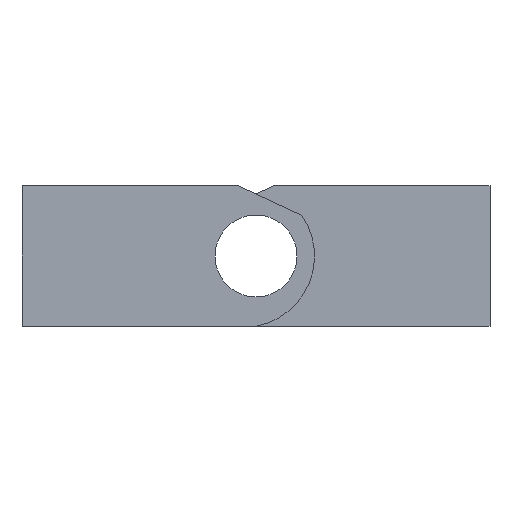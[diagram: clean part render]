
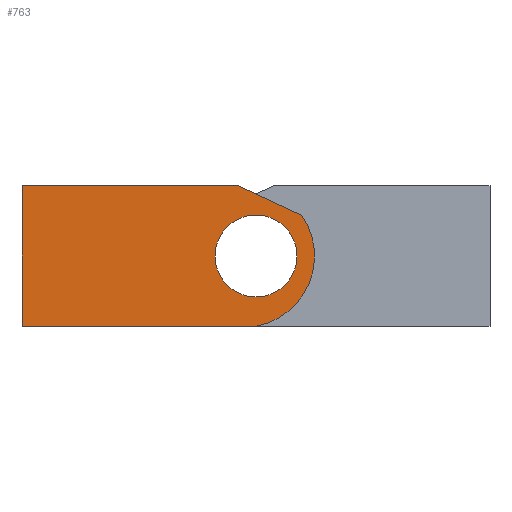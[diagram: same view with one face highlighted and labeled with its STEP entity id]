
A CAD part, front view. The second image highlights one B-rep face of the part: STEP entity #763.
In plain terms, the highlighted planar face has unit normal (0, -1, 0).
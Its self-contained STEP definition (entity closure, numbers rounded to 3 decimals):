
#499=CARTESIAN_POINT('',(-20.,0.,-6.));
#500=VERTEX_POINT('',#499);
#517=CARTESIAN_POINT('',(0.,0.,-6.));
#518=VERTEX_POINT('',#517);
#525=CARTESIAN_POINT('',(-20.,0.,-6.));
#526=DIRECTION('',(1.0,0.0,0.0));
#527=VECTOR('',#526,20.);
#528=LINE('',#525,#527);
#529=EDGE_CURVE('',#500,#518,#528,.T.);
#589=CARTESIAN_POINT('',(3.913,0.,3.476));
#590=VERTEX_POINT('',#589);
#597=CARTESIAN_POINT('',(-1.1,0.,0.));
#598=DIRECTION('',(0.,-1.0,0.));
#599=DIRECTION('',(0.18,0.,-0.984));
#600=AXIS2_PLACEMENT_3D('',#597,#598,#599);
#601=CIRCLE('',#600,6.1);
#602=EDGE_CURVE('',#518,#590,#601,.T.);
#621=CARTESIAN_POINT('',(-1.5,0.,6.));
#622=VERTEX_POINT('',#621);
#629=CARTESIAN_POINT('',(3.913,0.,3.476));
#630=DIRECTION('',(-0.906,0.,0.423));
#631=VECTOR('',#630,5.972);
#632=LINE('',#629,#631);
#633=EDGE_CURVE('',#590,#622,#632,.T.);
#652=CARTESIAN_POINT('',(-20.,0.,6.));
#653=VERTEX_POINT('',#652);
#660=CARTESIAN_POINT('',(-1.5,0.,6.));
#661=DIRECTION('',(-1.0,0.0,0.0));
#662=VECTOR('',#661,18.5);
#663=LINE('',#660,#662);
#664=EDGE_CURVE('',#622,#653,#663,.T.);
#722=CARTESIAN_POINT('',(-20.,0.,6.));
#723=DIRECTION('',(0.0,0.0,-1.0));
#724=VECTOR('',#723,12.);
#725=LINE('',#722,#724);
#726=EDGE_CURVE('',#653,#500,#725,.T.);
#731=CARTESIAN_POINT('',(7.5,0.,7.2));
#732=DIRECTION('',(0.0,-1.0,0.0));
#733=DIRECTION('',(-1.0,0.0,0.0));
#734=AXIS2_PLACEMENT_3D('',#731,#732,#733);
#735=PLANE('',#734);
#736=ORIENTED_EDGE('',*,*,#529,.T.);
#737=ORIENTED_EDGE('',*,*,#602,.T.);
#738=ORIENTED_EDGE('',*,*,#633,.T.);
#739=ORIENTED_EDGE('',*,*,#664,.T.);
#740=ORIENTED_EDGE('',*,*,#726,.T.);
#741=EDGE_LOOP('',(#736,#737,#738,#739,#740));
#742=FACE_OUTER_BOUND('',#741,.T.);
#743=CARTESIAN_POINT('',(3.5,0.,0.));
#744=VERTEX_POINT('',#743);
#745=CARTESIAN_POINT('',(-3.5,0.0,0.0));
#746=VERTEX_POINT('',#745);
#747=CARTESIAN_POINT('',(0.0,0.0,0.0));
#748=DIRECTION('',(0.,-1.0,0.));
#749=DIRECTION('',(-1.0,0.,0.));
#750=AXIS2_PLACEMENT_3D('',#747,#748,#749);
#751=CIRCLE('',#750,3.5);
#752=EDGE_CURVE('',#744,#746,#751,.T.);
#753=ORIENTED_EDGE('',*,*,#752,.F.);
#754=CARTESIAN_POINT('',(0.0,0.0,0.0));
#755=DIRECTION('',(0.,-1.0,0.));
#756=DIRECTION('',(-1.0,0.,0.));
#757=AXIS2_PLACEMENT_3D('',#754,#755,#756);
#758=CIRCLE('',#757,3.5);
#759=EDGE_CURVE('',#746,#744,#758,.T.);
#760=ORIENTED_EDGE('',*,*,#759,.F.);
#761=EDGE_LOOP('',(#753,#760));
#762=FACE_BOUND('',#761,.T.);
#763=ADVANCED_FACE('',(#742,#762),#735,.T.);
